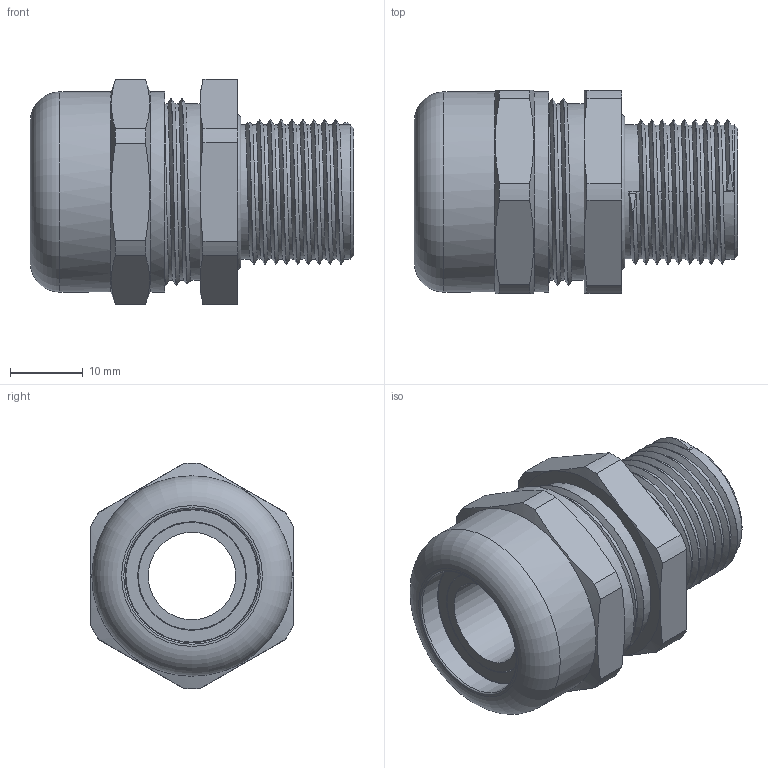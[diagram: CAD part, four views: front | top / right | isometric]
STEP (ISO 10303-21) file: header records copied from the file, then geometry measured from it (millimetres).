
FILE_DESCRIPTION(/* description */ (''),/* implementation_level */ '2;1');
FILE_NAME(/* name */ 'EBU12MBNC-RST.stp',/* time_stamp */ '2020-03-05T10:15:15+01:00',/* author */ ('sl'),/* organization */ (''),/* preprocessor_version */ 'ST-DEVELOPER v16.5',/* originating_system */ 'Autodesk Inventor 2017',/* authorisation */ '');
FILE_SCHEMA (('AUTOMOTIVE_DESIGN { 1 0 10303 214 3 1 1 }'));
Length unit declared in the file: millimetre
Products named in the file (7): RST-EAlphaX-01-BG-0001-EBU12MBNC; EBU12MBNC; EBU12MBNC_1; EBU12MBNC_2; EBU12MBNC_3; RST-EAlphaX-01-BT-0005-EBU12MBNC; RST-EAlphaX-01-BT-0006-EBU12MBNC
Assembly tree (6 placements, depth 2):
  RST-EAlphaX-01-BG-0001-EBU12MBNC
    EBU12MBNC
    EBU12MBNC_1
    EBU12MBNC_2
    EBU12MBNC_3
    RST-EAlphaX-01-BT-0005-EBU12MBNC
    RST-EAlphaX-01-BT-0006-EBU12MBNC
Bounding box: 44.58 x 28 x 31.09 mm (x, y, z)
Volume: 12647.8 mm3; surface area: 17674.6 mm2
Topology: 6 solids, 6 shells, 315 faces, 871 edges, 573 vertices
Faces by surface type: plane 235, cylinder 57, cone 12, bspline 6, torus 5
Full cylindrical faces by diameter (mm): 12.05 x1, 14.78 x1, 14.98 x1, 16.19 x1, 18.24 x1, 18.4 x1, 18.44 x1, 18.478 x10, 20.49 x3, 21.18 x2, 24.11 x1, 24.348 x4, 25 x7, 27.6 x2
Entity records: 13581 total; most frequent: CARTESIAN_POINT 5659, DIRECTION 1819, ORIENTED_EDGE 1558, AXIS2_PLACEMENT_3D 787, EDGE_CURVE 779, VERTEX_POINT 529, EDGE_LOOP 342, FACE_OUTER_BOUND 296
